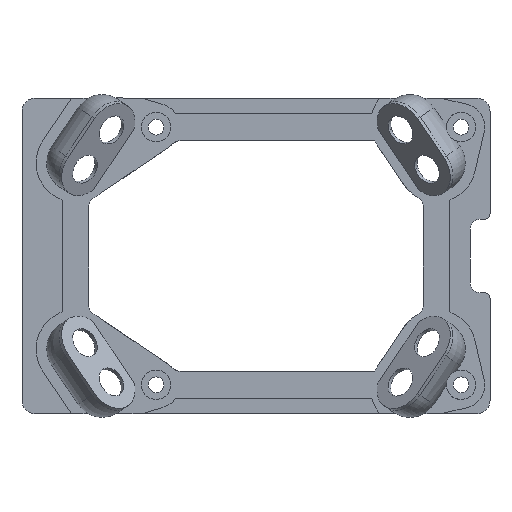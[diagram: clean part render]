
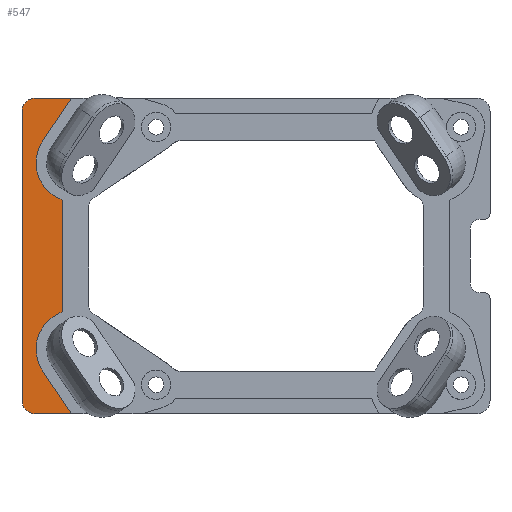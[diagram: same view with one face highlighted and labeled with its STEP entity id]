
A CAD part, front view. The second image highlights one B-rep face of the part: STEP entity #547.
In plain terms, the highlighted planar face has unit normal (0, -1, 0).
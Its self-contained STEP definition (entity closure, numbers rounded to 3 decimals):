
#48 = CIRCLE ( 'NONE', #4715, 7.5 ) ;
#73 = ORIENTED_EDGE ( 'NONE', *, *, #2106, .F. ) ;
#77 = DIRECTION ( 'NONE',  ( 0., 0., -1. ) ) ;
#110 = CIRCLE ( 'NONE', #7481, 2.5 ) ;
#124 = CARTESIAN_POINT ( 'NONE',  ( -42., 0., -30. ) ) ;
#192 = EDGE_CURVE ( 'NONE', #3409, #3930, #48, .T. ) ;
#247 = CARTESIAN_POINT ( 'NONE',  ( -34.324, 0., 17.711 ) ) ;
#350 = CIRCLE ( 'NONE', #833, 2.5 ) ;
#373 = CARTESIAN_POINT ( 'NONE',  ( -42., 0., 27.5 ) ) ;
#428 = DIRECTION ( 'NONE',  ( 0., 1., 0. ) ) ;
#429 = ORIENTED_EDGE ( 'NONE', *, *, #2296, .F. ) ;
#446 = CIRCLE ( 'NONE', #6605, 7.5 ) ;
#547 = ADVANCED_FACE ( 'NONE', ( #6355 ), #1229, .T. ) ;
#590 = VERTEX_POINT ( 'NONE', #6821 ) ;
#643 = DIRECTION ( 'NONE',  ( 0., -1., 0. ) ) ;
#772 = CARTESIAN_POINT ( 'NONE',  ( -36.824, 0., 11.252 ) ) ;
#833 = AXIS2_PLACEMENT_3D ( 'NONE', #8246, #4177, #3602 ) ;
#996 = CARTESIAN_POINT ( 'NONE',  ( -40.543, 0., 21.904 ) ) ;
#1229 = PLANE ( 'NONE',  #2435 ) ;
#1310 = DIRECTION ( 'NONE',  ( 0.559, 0., -0.829 ) ) ;
#1319 = CARTESIAN_POINT ( 'NONE',  ( -42., 0., -27.5 ) ) ;
#1425 = CARTESIAN_POINT ( 'NONE',  ( -35.511, 0., -29.368 ) ) ;
#1464 = EDGE_CURVE ( 'NONE', #3930, #4175, #3372, .T. ) ;
#1488 = EDGE_CURVE ( 'NONE', #4582, #4669, #350, .T. ) ;
#1759 = ORIENTED_EDGE ( 'NONE', *, *, #1464, .F. ) ;
#1786 = DIRECTION ( 'NONE',  ( 0., 0., 1. ) ) ;
#1856 = AXIS2_PLACEMENT_3D ( 'NONE', #6260, #3629, #7708 ) ;
#1910 = ORIENTED_EDGE ( 'NONE', *, *, #5543, .F. ) ;
#1970 = CARTESIAN_POINT ( 'NONE',  ( -36.824, 0., -10.64 ) ) ;
#2106 = EDGE_CURVE ( 'NONE', #4669, #5873, #7797, .T. ) ;
#2256 = ORIENTED_EDGE ( 'NONE', *, *, #3169, .F. ) ;
#2296 = EDGE_CURVE ( 'NONE', #590, #3832, #446, .T. ) ;
#2336 = CARTESIAN_POINT ( 'NONE',  ( -35.511, 0., 29.368 ) ) ;
#2435 = AXIS2_PLACEMENT_3D ( 'NONE', #1319, #6078, #5982 ) ;
#2455 = CARTESIAN_POINT ( 'NONE',  ( -29.293, 0., 25.175 ) ) ;
#2644 = EDGE_CURVE ( 'NONE', #3832, #3409, #7161, .T. ) ;
#2825 = LINE ( 'NONE', #124, #8356 ) ;
#2924 = DIRECTION ( 'NONE',  ( -1., 0., 0. ) ) ;
#2954 = VERTEX_POINT ( 'NONE', #1425 ) ;
#2967 = ORIENTED_EDGE ( 'NONE', *, *, #192, .F. ) ;
#2998 = CARTESIAN_POINT ( 'NONE',  ( -36.824, 0., 10.64 ) ) ;
#3169 = EDGE_CURVE ( 'NONE', #5873, #6474, #110, .T. ) ;
#3183 = CARTESIAN_POINT ( 'NONE',  ( -35.034, 0., -30. ) ) ;
#3372 = LINE ( 'NONE', #772, #7386 ) ;
#3409 = VERTEX_POINT ( 'NONE', #996 ) ;
#3602 = DIRECTION ( 'NONE',  ( 0., 0., -1. ) ) ;
#3629 = DIRECTION ( 'NONE',  ( 0., -1., 0. ) ) ;
#3674 = DIRECTION ( 'NONE',  ( 0., 0., 1. ) ) ;
#3832 = VERTEX_POINT ( 'NONE', #2336 ) ;
#3930 = VERTEX_POINT ( 'NONE', #2998 ) ;
#4023 = CARTESIAN_POINT ( 'NONE',  ( -42., 0., 30. ) ) ;
#4061 = CARTESIAN_POINT ( 'NONE',  ( -44.5, 0., 27.5 ) ) ;
#4079 = EDGE_LOOP ( 'NONE', ( #5085, #1759, #2967, #4225, #429, #6200, #2256, #73, #7270, #1910, #6390, #8300 ) ) ;
#4175 = VERTEX_POINT ( 'NONE', #1970 ) ;
#4177 = DIRECTION ( 'NONE',  ( 0., 1., 0. ) ) ;
#4225 = ORIENTED_EDGE ( 'NONE', *, *, #2644, .F. ) ;
#4287 = VECTOR ( 'NONE', #8611, 1000. ) ;
#4502 = DIRECTION ( 'NONE',  ( 0., 0., 1. ) ) ;
#4565 = CARTESIAN_POINT ( 'NONE',  ( -42., 0., 30. ) ) ;
#4582 = VERTEX_POINT ( 'NONE', #6331 ) ;
#4669 = VERTEX_POINT ( 'NONE', #7023 ) ;
#4715 = AXIS2_PLACEMENT_3D ( 'NONE', #247, #5032, #3674 ) ;
#4767 = VECTOR ( 'NONE', #5935, 1000. ) ;
#4807 = EDGE_CURVE ( 'NONE', #6474, #590, #7104, .T. ) ;
#4878 = CARTESIAN_POINT ( 'NONE',  ( -44.5, 0., 27.5 ) ) ;
#5032 = DIRECTION ( 'NONE',  ( 0., -1., 0. ) ) ;
#5085 = ORIENTED_EDGE ( 'NONE', *, *, #6633, .F. ) ;
#5150 = VECTOR ( 'NONE', #5459, 1000. ) ;
#5225 = VERTEX_POINT ( 'NONE', #3183 ) ;
#5401 = CARTESIAN_POINT ( 'NONE',  ( -29.293, 0., -25.175 ) ) ;
#5421 = EDGE_CURVE ( 'NONE', #2954, #5225, #5806, .T. ) ;
#5459 = DIRECTION ( 'NONE',  ( 0., 0., 1. ) ) ;
#5543 = EDGE_CURVE ( 'NONE', #5225, #4582, #2825, .T. ) ;
#5803 = LINE ( 'NONE', #8718, #8243 ) ;
#5806 = CIRCLE ( 'NONE', #8512, 7.5 ) ;
#5873 = VERTEX_POINT ( 'NONE', #4061 ) ;
#5935 = DIRECTION ( 'NONE',  ( 1., 0., 0. ) ) ;
#5982 = DIRECTION ( 'NONE',  ( 0., 0., -1. ) ) ;
#6078 = DIRECTION ( 'NONE',  ( 0., -1., 0. ) ) ;
#6200 = ORIENTED_EDGE ( 'NONE', *, *, #4807, .F. ) ;
#6260 = CARTESIAN_POINT ( 'NONE',  ( -34.324, 0., -17.711 ) ) ;
#6331 = CARTESIAN_POINT ( 'NONE',  ( -42., 0., -30. ) ) ;
#6355 = FACE_OUTER_BOUND ( 'NONE', #4079, .T. ) ;
#6390 = ORIENTED_EDGE ( 'NONE', *, *, #5421, .F. ) ;
#6474 = VERTEX_POINT ( 'NONE', #4565 ) ;
#6605 = AXIS2_PLACEMENT_3D ( 'NONE', #2455, #8465, #4502 ) ;
#6633 = EDGE_CURVE ( 'NONE', #4175, #8310, #8348, .T. ) ;
#6821 = CARTESIAN_POINT ( 'NONE',  ( -35.034, 0., 30. ) ) ;
#7023 = CARTESIAN_POINT ( 'NONE',  ( -44.5, 0., -27.5 ) ) ;
#7041 = CARTESIAN_POINT ( 'NONE',  ( -40.543, 0., -21.904 ) ) ;
#7104 = LINE ( 'NONE', #4023, #4767 ) ;
#7161 = LINE ( 'NONE', #7860, #4287 ) ;
#7270 = ORIENTED_EDGE ( 'NONE', *, *, #1488, .F. ) ;
#7386 = VECTOR ( 'NONE', #77, 1000. ) ;
#7481 = AXIS2_PLACEMENT_3D ( 'NONE', #373, #428, #1786 ) ;
#7523 = DIRECTION ( 'NONE',  ( 0., 0., -1. ) ) ;
#7708 = DIRECTION ( 'NONE',  ( 0., 0., -1. ) ) ;
#7736 = EDGE_CURVE ( 'NONE', #8310, #2954, #5803, .T. ) ;
#7797 = LINE ( 'NONE', #4878, #5150 ) ;
#7860 = CARTESIAN_POINT ( 'NONE',  ( -35.511, 0., 29.368 ) ) ;
#8243 = VECTOR ( 'NONE', #1310, 1000. ) ;
#8246 = CARTESIAN_POINT ( 'NONE',  ( -42., 0., -27.5 ) ) ;
#8300 = ORIENTED_EDGE ( 'NONE', *, *, #7736, .F. ) ;
#8310 = VERTEX_POINT ( 'NONE', #7041 ) ;
#8348 = CIRCLE ( 'NONE', #1856, 7.5 ) ;
#8356 = VECTOR ( 'NONE', #2924, 1000. ) ;
#8465 = DIRECTION ( 'NONE',  ( 0., -1., 0. ) ) ;
#8512 = AXIS2_PLACEMENT_3D ( 'NONE', #5401, #643, #7523 ) ;
#8611 = DIRECTION ( 'NONE',  ( -0.559, 0., -0.829 ) ) ;
#8718 = CARTESIAN_POINT ( 'NONE',  ( -35.511, 0., -29.368 ) ) ;
